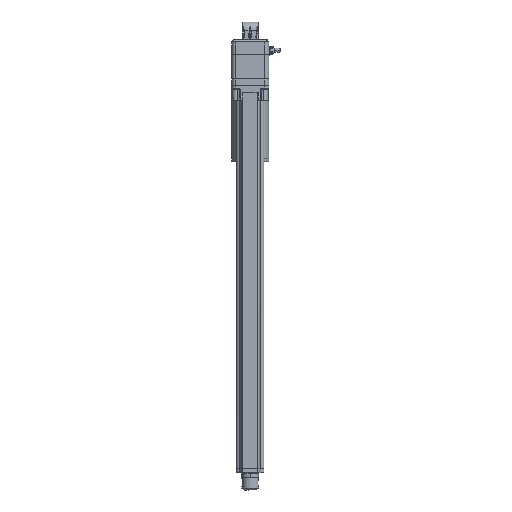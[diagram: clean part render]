
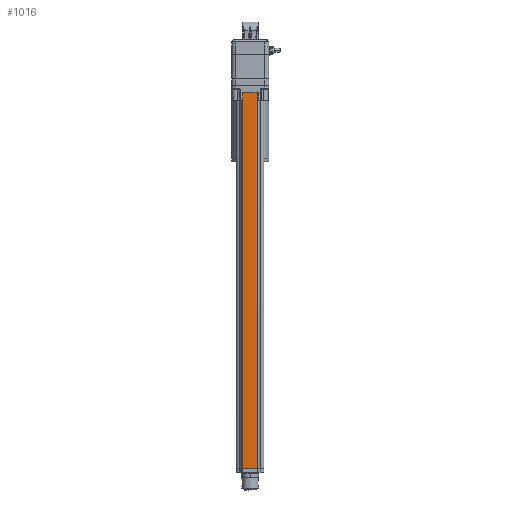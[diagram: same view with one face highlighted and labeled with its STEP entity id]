
A CAD part, front view. The second image highlights one B-rep face of the part: STEP entity #1016.
In plain terms, the highlighted planar face has unit normal (0, 1, 0).
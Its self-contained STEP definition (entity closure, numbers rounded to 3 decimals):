
#953=CARTESIAN_POINT('',(-45.805,-19.946,-411.298));
#954=VERTEX_POINT('',#953);
#962=CARTESIAN_POINT('',(-45.805,-19.946,45.502));
#963=VERTEX_POINT('',#962);
#964=CARTESIAN_POINT('',(-45.805,-19.946,-411.298));
#965=CARTESIAN_POINT('',(-45.805,-19.946,-286.298));
#966=CARTESIAN_POINT('',(-45.805,-19.946,-161.298));
#967=CARTESIAN_POINT('',(-45.805,-19.946,-15.848));
#968=CARTESIAN_POINT('',(-45.805,-19.946,25.052));
#969=CARTESIAN_POINT('',(-45.805,-19.946,45.502));
#970=B_SPLINE_CURVE_WITH_KNOTS('',3,(#964,#965,#966,#967,#968,#969),.UNSPECIFIED.,.F.,.U.,(4,2,4),(0.034,13.195,15.348),.UNSPECIFIED.);
#971=EDGE_CURVE('',#954,#963,#970,.T.);
#983=CARTESIAN_POINT('',(-57.551,-19.946,-183.378));
#984=DIRECTION('',(0.,0.,1.));
#985=DIRECTION('',(0.,1.,0.));
#986=AXIS2_PLACEMENT_3D('',#983,#985,#984);
#987=PLANE('',#986);
#988=CARTESIAN_POINT('',(-64.298,-19.946,-411.298));
#989=VERTEX_POINT('',#988);
#990=CARTESIAN_POINT('',(-45.805,-19.946,-411.298));
#991=DIRECTION('',(-1.,0.,0.));
#992=VECTOR('',#991,18.494);
#993=LINE('',#990,#992);
#994=EDGE_CURVE('',#954,#989,#993,.T.);
#995=ORIENTED_EDGE('E36',*,*,#994,.T.);
#996=CARTESIAN_POINT('',(-64.298,-19.946,45.502));
#997=VERTEX_POINT('',#996);
#998=CARTESIAN_POINT('',(-64.298,-19.946,-411.298));
#999=CARTESIAN_POINT('',(-64.298,-19.946,-286.298));
#1000=CARTESIAN_POINT('',(-64.298,-19.946,-161.298));
#1001=CARTESIAN_POINT('',(-64.298,-19.946,-15.848));
#1002=CARTESIAN_POINT('',(-64.298,-19.946,25.052));
#1003=CARTESIAN_POINT('',(-64.298,-19.946,45.502));
#1004=B_SPLINE_CURVE_WITH_KNOTS('',3,(#998,#999,#1000,#1001,#1002,#1003),.UNSPECIFIED.,.F.,.U.,(4,2,4),(0.034,13.195,15.348),.UNSPECIFIED.);
#1005=EDGE_CURVE('',#989,#997,#1004,.T.);
#1006=ORIENTED_EDGE('E37',*,*,#1005,.T.);
#1007=CARTESIAN_POINT('',(-64.298,-19.946,45.502));
#1008=DIRECTION('',(1.,0.,0.));
#1009=VECTOR('',#1008,18.494);
#1010=LINE('',#1007,#1009);
#1011=EDGE_CURVE('',#997,#963,#1010,.T.);
#1012=ORIENTED_EDGE('E38',*,*,#1011,.T.);
#1013=ORIENTED_EDGE('E38',*,*,#971,.F.);
#1014=EDGE_LOOP('',(#995,#1006,#1012,#1013));
#1015=FACE_OUTER_BOUND('',#1014,.T.);
#1016=ADVANCED_FACE('F15',(#1015),#987,.T.);
